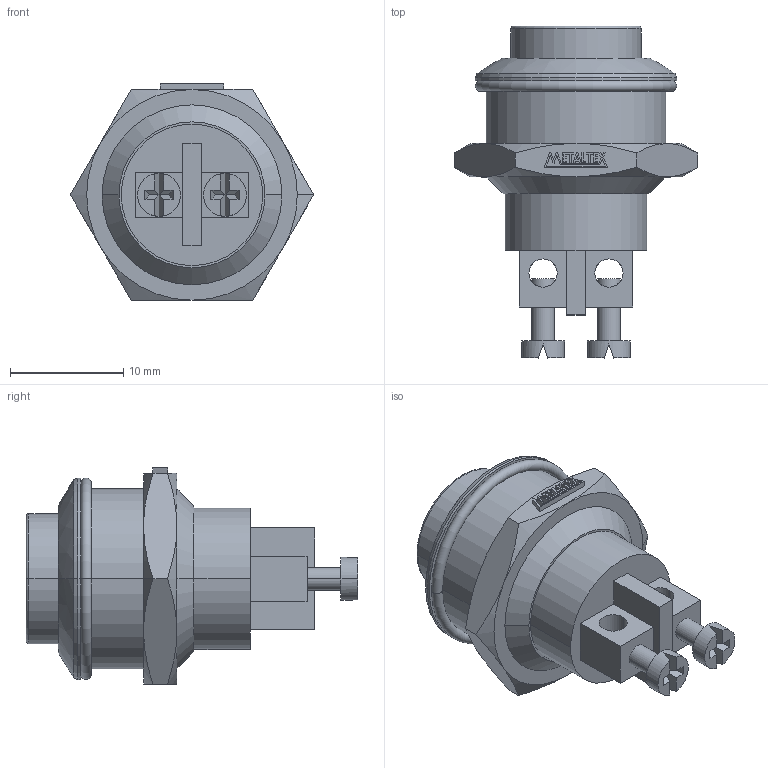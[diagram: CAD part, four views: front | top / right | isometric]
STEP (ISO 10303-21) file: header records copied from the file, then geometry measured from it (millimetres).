
FILE_DESCRIPTION (( 'STEP AP203' ), '1' );
FILE_NAME ('AV16HA.STEP', '2018-01-17T14:31:21', ( '' ), ( '' ), 'SwSTEP 2.0', 'SolidWorks 2012', '' );
FILE_SCHEMA (( 'CONFIG_CONTROL_DESIGN' ));
Length unit declared in the file: millimetre
Products named in the file (3): AV16HA; METALTEX 5,62
Assembly tree (2 placements, depth 2):
  AV16HA
    AV16HA
    METALTEX 5,62
Bounding box: 21.5 x 29.33 x 19.12 mm (x, y, z)
Volume: 3822.8 mm3; surface area: 2138 mm2
Topology: 8 solids, 8 shells, 201 faces, 484 edges, 312 vertices
Faces by surface type: plane 151, cylinder 26, cone 18, torus 4, sphere 2
Entity records: 6231 total; most frequent: CARTESIAN_POINT 1238, ORIENTED_EDGE 968, DIRECTION 944, EDGE_CURVE 484, LINE 364, VECTOR 364, VERTEX_POINT 312, AXIS2_PLACEMENT_3D 290
